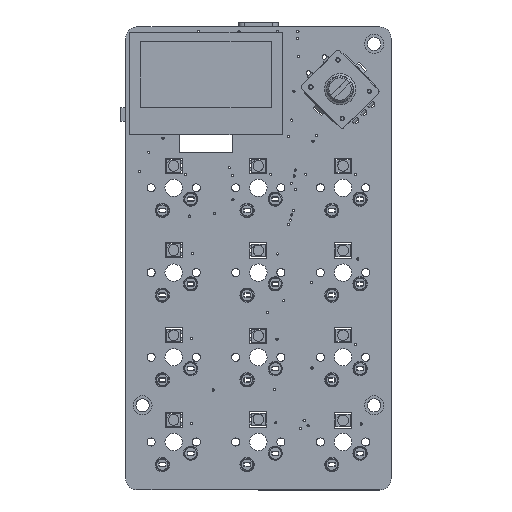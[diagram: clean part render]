
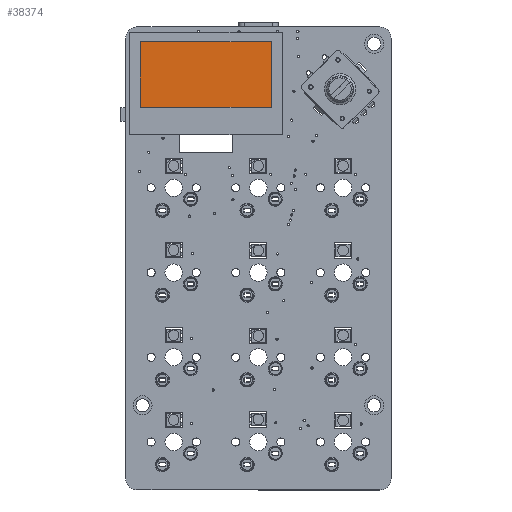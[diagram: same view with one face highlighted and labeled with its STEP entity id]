
A CAD part, top view. The second image highlights one B-rep face of the part: STEP entity #38374.
In plain terms, the highlighted planar face has unit normal (0, 0, 1).
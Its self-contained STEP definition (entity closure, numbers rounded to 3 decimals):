
#2254=PLANE('',#41786);
#4196=FACE_OUTER_BOUND('',#6591,.T.);
#6591=EDGE_LOOP('',(#33966,#33967,#33968,#33969));
#10266=LINE('',#62709,#14211);
#10269=LINE('',#62715,#14214);
#10272=LINE('',#62721,#14217);
#10275=LINE('',#62725,#14220);
#14211=VECTOR('',#51464,10.);
#14214=VECTOR('',#51469,10.);
#14217=VECTOR('',#51474,10.);
#14220=VECTOR('',#51479,10.);
#18933=VERTEX_POINT('',#62706);
#18934=VERTEX_POINT('',#62708);
#18936=VERTEX_POINT('',#62714);
#18938=VERTEX_POINT('',#62720);
#23993=EDGE_CURVE('',#18934,#18933,#10266,.T.);
#23996=EDGE_CURVE('',#18936,#18934,#10269,.T.);
#23999=EDGE_CURVE('',#18938,#18936,#10272,.T.);
#24002=EDGE_CURVE('',#18933,#18938,#10275,.T.);
#33966=ORIENTED_EDGE('',*,*,#24002,.T.);
#33967=ORIENTED_EDGE('',*,*,#23999,.T.);
#33968=ORIENTED_EDGE('',*,*,#23996,.T.);
#33969=ORIENTED_EDGE('',*,*,#23993,.T.);
#38374=ADVANCED_FACE('',(#4196),#2254,.T.);
#41786=AXIS2_PLACEMENT_3D('',#62726,#51480,#51481);
#51464=DIRECTION('',(0.,1.,0.));
#51469=DIRECTION('',(1.,0.,0.));
#51474=DIRECTION('',(0.,-1.,0.));
#51479=DIRECTION('',(-1.,0.,0.));
#51480=DIRECTION('center_axis',(0.,0.,1.));
#51481=DIRECTION('ref_axis',(1.,0.,0.));
#62706=CARTESIAN_POINT('',(14.71,7.381,1.996));
#62708=CARTESIAN_POINT('',(14.71,-7.319,1.996));
#62709=CARTESIAN_POINT('',(14.71,7.381,1.996));
#62714=CARTESIAN_POINT('',(-14.71,-7.319,1.996));
#62715=CARTESIAN_POINT('',(14.71,-7.319,1.996));
#62720=CARTESIAN_POINT('',(-14.71,7.381,1.996));
#62721=CARTESIAN_POINT('',(-14.71,-7.319,1.996));
#62725=CARTESIAN_POINT('',(-14.71,7.381,1.996));
#62726=CARTESIAN_POINT('Origin',(0.,0.031,
1.996));
